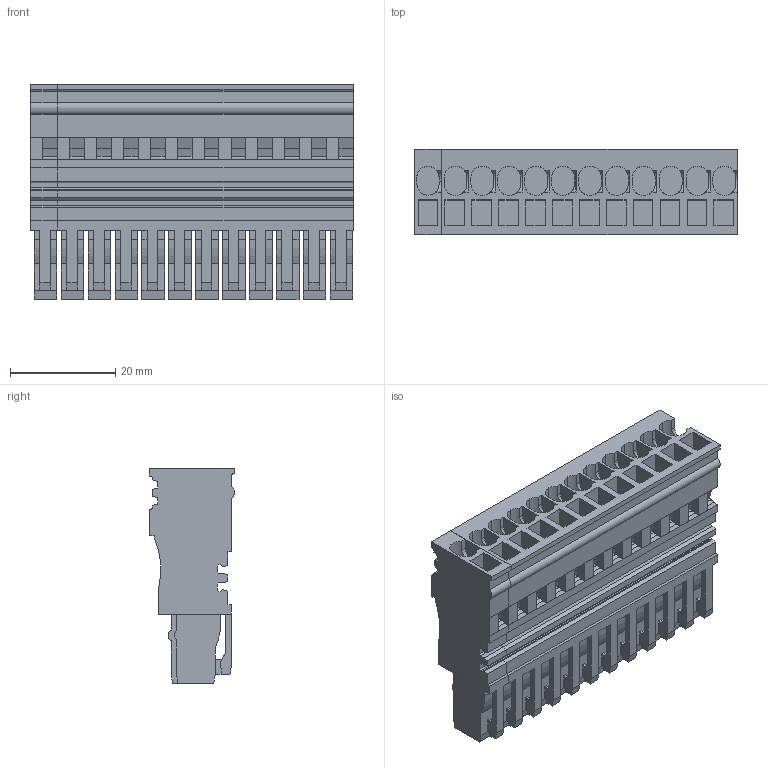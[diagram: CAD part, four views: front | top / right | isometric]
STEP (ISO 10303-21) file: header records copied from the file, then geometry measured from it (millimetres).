
FILE_DESCRIPTION(('CATIA V5R24 STEP','CAx-IF Rec.Pracs.--- Model Styling and Organization---1.2---2011-12-15'),'2;1');
FILE_NAME ('D1445695_0', '2017-02-08T07:56:24+00:00', ('Weidmueller Interface'), ('Weidmueller'), 'CATIA Version 5-6 Release 2014 SP4 HF52', 'CATIA V5 STEP AP214', 'none');
FILE_SCHEMA(('AUTOMOTIVE_DESIGN { 1 0 10303 214 1 1 1 1 }'));
Length unit declared in the file: millimetre
Products named in the file (1): v5-standard_part
Bounding box: 61.2 x 16.15 x 40.75 mm (x, y, z)
Volume: 21767 mm3; surface area: 19574.4 mm2
Topology: 2 solids, 2 shells, 1246 faces, 3629 edges, 2433 vertices
Faces by surface type: plane 1043, cylinder 203
Entity records: 37930 total; most frequent: ORIENTED_EDGE 7258, CARTESIAN_POINT 7013, DIRECTION 5025, EDGE_CURVE 3629, VECTOR 3119, LINE 3119, VERTEX_POINT 2433, EDGE_LOOP 1316
